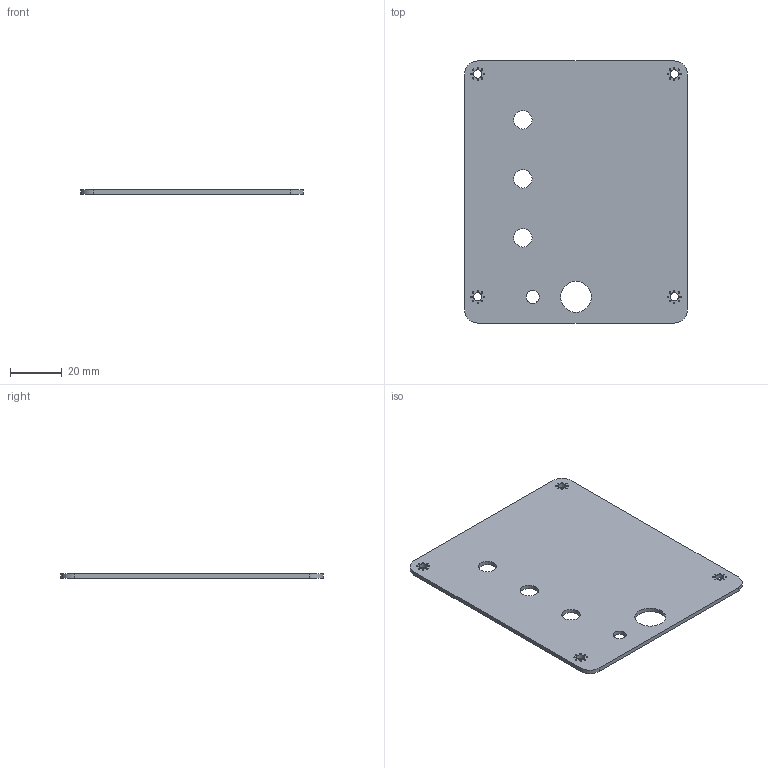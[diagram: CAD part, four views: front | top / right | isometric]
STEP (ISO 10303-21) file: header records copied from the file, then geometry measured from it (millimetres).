
FILE_DESCRIPTION(('KiCad electronic assembly'),'2;1');
FILE_NAME('phasor_II_front_panel-3D.step','2022-10-16T01:22:14',( 'Pcbnew'),('Kicad'),'Open CASCADE STEP processor 7.5', 'KiCad to STEP converter','Unknown');
FILE_SCHEMA(('AUTOMOTIVE_DESIGN { 1 0 10303 214 1 1 1 1 }'));
Length unit declared in the file: millimetre
Products named in the file (2): phasor_II_front_panel-3D 1; phasor_II_front_panel PCB
Assembly tree (1 placements, depth 2):
  phasor_II_front_panel-3D 1
    phasor_II_front_panel PCB
Bounding box: 86.36 x 101.6 x 1.6 mm (x, y, z)
Volume: 13538 mm3; surface area: 17847.8 mm2
Topology: 1 solids, 1 shells, 51 faces, 147 edges, 98 vertices
Faces by surface type: cylinder 45, plane 6
Full cylindrical faces by diameter (mm): 0.5 x32, 3.2 x4, 5.1 x1, 7.1 x3, 12 x1
Entity records: 4123 total; most frequent: CARTESIAN_POINT 1132, DIRECTION 547, ORIENTED_EDGE 294, PCURVE 294, DEFINITIONAL_REPRESENTATION 294, LINE 261, VECTOR 261, EDGE_CURVE 147
